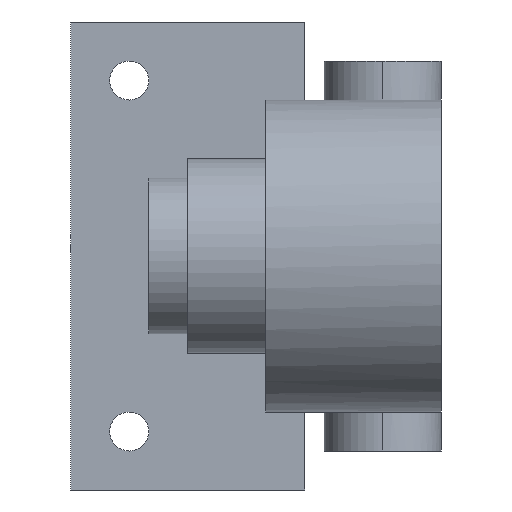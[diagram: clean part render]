
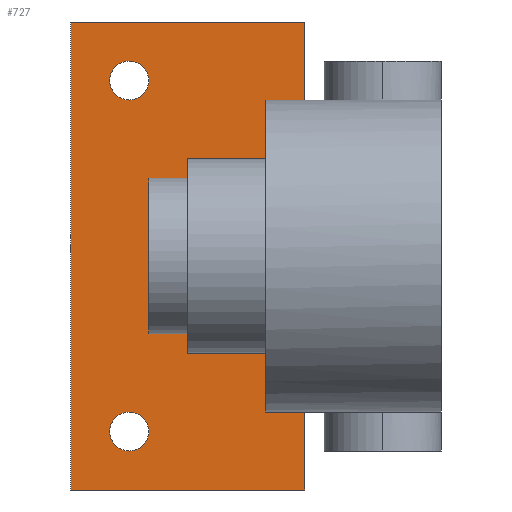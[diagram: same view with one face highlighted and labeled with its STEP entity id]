
A CAD part, left-side view. The second image highlights one B-rep face of the part: STEP entity #727.
In plain terms, the highlighted free-form (B-spline) face has degree [1, 1] with [2, 2] control points.
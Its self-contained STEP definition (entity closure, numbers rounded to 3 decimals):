
#70 = VERTEX_POINT('',#71);
#71 = CARTESIAN_POINT('',(60.668,38.607,44.122
    ));
#89 = VERTEX_POINT('',#90);
#90 = CARTESIAN_POINT('',(60.668,38.607,55.152
    ));
#95 = EDGE_CURVE('',#89,#70,#96,.T.);
#96 = ( BOUNDED_CURVE() B_SPLINE_CURVE(2,(#97,#98,#99,#100,#101),
.UNSPECIFIED.,.F.,.F.) B_SPLINE_CURVE_WITH_KNOTS((3,2,3),(3.142,
4.712,6.283),.PIECEWISE_BEZIER_KNOTS.) CURVE() 
GEOMETRIC_REPRESENTATION_ITEM() RATIONAL_B_SPLINE_CURVE((1.,
0.707,1.,0.707,1.)) REPRESENTATION_ITEM('') );
#97 = CARTESIAN_POINT('',(60.668,38.607,55.152
    ));
#98 = CARTESIAN_POINT('',(60.668,33.091,55.152
    ));
#99 = CARTESIAN_POINT('',(60.668,33.091,49.637
    ));
#100 = CARTESIAN_POINT('',(60.668,33.091,
    44.122));
#101 = CARTESIAN_POINT('',(60.668,38.607,
    44.122));
#118 = VERTEX_POINT('',#119);
#119 = CARTESIAN_POINT('',(60.668,38.607,
    -55.152));
#137 = VERTEX_POINT('',#138);
#138 = CARTESIAN_POINT('',(60.668,38.607,
    -44.122));
#143 = EDGE_CURVE('',#137,#118,#144,.T.);
#144 = ( BOUNDED_CURVE() B_SPLINE_CURVE(2,(#145,#146,#147,#148,#149),
.UNSPECIFIED.,.F.,.F.) B_SPLINE_CURVE_WITH_KNOTS((3,2,3),(3.142,
4.712,6.283),.PIECEWISE_BEZIER_KNOTS.) CURVE() 
GEOMETRIC_REPRESENTATION_ITEM() RATIONAL_B_SPLINE_CURVE((1.,
0.707,1.,0.707,1.)) REPRESENTATION_ITEM('') );
#145 = CARTESIAN_POINT('',(60.668,38.607,
    -44.122));
#146 = CARTESIAN_POINT('',(60.668,33.091,
    -44.122));
#147 = CARTESIAN_POINT('',(60.668,33.091,
    -49.637));
#148 = CARTESIAN_POINT('',(60.668,33.091,
    -55.152));
#149 = CARTESIAN_POINT('',(60.668,38.607,
    -55.152));
#674 = VERTEX_POINT('',#675);
#675 = CARTESIAN_POINT('',(60.668,0.,-27.576));
#680 = EDGE_CURVE('',#674,#681,#683,.T.);
#681 = VERTEX_POINT('',#682);
#682 = CARTESIAN_POINT('',(60.668,0.,-44.122));
#683 = B_SPLINE_CURVE_WITH_KNOTS('',1,(#684,#685),.UNSPECIFIED.,.F.,.F.,
  (2,2),(85.,100.),.PIECEWISE_BEZIER_KNOTS.);
#684 = CARTESIAN_POINT('',(60.668,0.,-27.576));
#685 = CARTESIAN_POINT('',(60.668,0.,-44.122));
#705 = VERTEX_POINT('',#706);
#706 = CARTESIAN_POINT('',(60.668,0.,44.122));
#711 = EDGE_CURVE('',#705,#712,#714,.T.);
#712 = VERTEX_POINT('',#713);
#713 = CARTESIAN_POINT('',(60.668,0.,27.576));
#714 = B_SPLINE_CURVE_WITH_KNOTS('',1,(#715,#716),.UNSPECIFIED.,.F.,.F.,
  (2,2),(20.,35.),.PIECEWISE_BEZIER_KNOTS.);
#715 = CARTESIAN_POINT('',(60.668,0.,44.122));
#716 = CARTESIAN_POINT('',(60.668,0.,27.576));
#727 = ADVANCED_FACE('',(#728,#739,#750),#820,.F.);
#728 = FACE_BOUND('',#729,.T.);
#729 = EDGE_LOOP('',(#730,#738));
#730 = ORIENTED_EDGE('',*,*,#731,.T.);
#731 = EDGE_CURVE('',#70,#89,#732,.T.);
#732 = ( BOUNDED_CURVE() B_SPLINE_CURVE(2,(#733,#734,#735,#736,#737),
.UNSPECIFIED.,.F.,.F.) B_SPLINE_CURVE_WITH_KNOTS((3,2,3),(0.,
1.571,3.142),.PIECEWISE_BEZIER_KNOTS.) CURVE() 
GEOMETRIC_REPRESENTATION_ITEM() RATIONAL_B_SPLINE_CURVE((1.,
0.707,1.,0.707,1.)) REPRESENTATION_ITEM('') );
#733 = CARTESIAN_POINT('',(60.668,38.607,
    44.122));
#734 = CARTESIAN_POINT('',(60.668,44.122,
    44.122));
#735 = CARTESIAN_POINT('',(60.668,44.122,
    49.637));
#736 = CARTESIAN_POINT('',(60.668,44.122,
    55.152));
#737 = CARTESIAN_POINT('',(60.668,38.607,
    55.152));
#738 = ORIENTED_EDGE('',*,*,#95,.T.);
#739 = FACE_BOUND('',#740,.T.);
#740 = EDGE_LOOP('',(#741,#749));
#741 = ORIENTED_EDGE('',*,*,#742,.T.);
#742 = EDGE_CURVE('',#118,#137,#743,.T.);
#743 = ( BOUNDED_CURVE() B_SPLINE_CURVE(2,(#744,#745,#746,#747,#748),
.UNSPECIFIED.,.F.,.F.) B_SPLINE_CURVE_WITH_KNOTS((3,2,3),(0.,
1.571,3.142),.PIECEWISE_BEZIER_KNOTS.) CURVE() 
GEOMETRIC_REPRESENTATION_ITEM() RATIONAL_B_SPLINE_CURVE((1.,
0.707,1.,0.707,1.)) REPRESENTATION_ITEM('') );
#744 = CARTESIAN_POINT('',(60.668,38.607,
    -55.152));
#745 = CARTESIAN_POINT('',(60.668,44.122,
    -55.152));
#746 = CARTESIAN_POINT('',(60.668,44.122,
    -49.637));
#747 = CARTESIAN_POINT('',(60.668,44.122,
    -44.122));
#748 = CARTESIAN_POINT('',(60.668,38.607,
    -44.122));
#749 = ORIENTED_EDGE('',*,*,#143,.T.);
#750 = FACE_BOUND('',#751,.T.);
#751 = EDGE_LOOP('',(#752,#759,#766,#771,#772,#779,#786,#793,#800,#807,
    #814,#819));
#752 = ORIENTED_EDGE('',*,*,#753,.F.);
#753 = EDGE_CURVE('',#754,#674,#756,.T.);
#754 = VERTEX_POINT('',#755);
#755 = CARTESIAN_POINT('',(60.668,22.061,
    -27.576));
#756 = B_SPLINE_CURVE_WITH_KNOTS('',1,(#757,#758),.UNSPECIFIED.,.F.,.F.,
  (2,2),(-0.,20.),.PIECEWISE_BEZIER_KNOTS.);
#757 = CARTESIAN_POINT('',(60.668,22.061,
    -27.576));
#758 = CARTESIAN_POINT('',(60.668,0.,-27.576));
#759 = ORIENTED_EDGE('',*,*,#760,.F.);
#760 = EDGE_CURVE('',#761,#754,#763,.T.);
#761 = VERTEX_POINT('',#762);
#762 = CARTESIAN_POINT('',(60.668,22.061,
    27.576));
#763 = B_SPLINE_CURVE_WITH_KNOTS('',1,(#764,#765),.UNSPECIFIED.,.F.,.F.,
  (2,2),(-50.,-0.),.PIECEWISE_BEZIER_KNOTS.);
#764 = CARTESIAN_POINT('',(60.668,22.061,
    27.576));
#765 = CARTESIAN_POINT('',(60.668,22.061,
    -27.576));
#766 = ORIENTED_EDGE('',*,*,#767,.T.);
#767 = EDGE_CURVE('',#761,#712,#768,.T.);
#768 = B_SPLINE_CURVE_WITH_KNOTS('',1,(#769,#770),.UNSPECIFIED.,.F.,.F.,
  (2,2),(0.,20.),.PIECEWISE_BEZIER_KNOTS.);
#769 = CARTESIAN_POINT('',(60.668,22.061,
    27.576));
#770 = CARTESIAN_POINT('',(60.668,0.,27.576));
#771 = ORIENTED_EDGE('',*,*,#711,.F.);
#772 = ORIENTED_EDGE('',*,*,#773,.F.);
#773 = EDGE_CURVE('',#774,#705,#776,.T.);
#774 = VERTEX_POINT('',#775);
#775 = CARTESIAN_POINT('',(60.668,-11.03,
    44.122));
#776 = B_SPLINE_CURVE_WITH_KNOTS('',1,(#777,#778),.UNSPECIFIED.,.F.,.F.,
  (2,2),(0.,10.),.PIECEWISE_BEZIER_KNOTS.);
#777 = CARTESIAN_POINT('',(60.668,-11.03,
    44.122));
#778 = CARTESIAN_POINT('',(60.668,0.,44.122));
#779 = ORIENTED_EDGE('',*,*,#780,.F.);
#780 = EDGE_CURVE('',#781,#774,#783,.T.);
#781 = VERTEX_POINT('',#782);
#782 = CARTESIAN_POINT('',(60.668,-11.03,
    66.183));
#783 = B_SPLINE_CURVE_WITH_KNOTS('',1,(#784,#785),.UNSPECIFIED.,.F.,.F.,
  (2,2),(-60.,-40.),.PIECEWISE_BEZIER_KNOTS.);
#784 = CARTESIAN_POINT('',(60.668,-11.03,
    66.183));
#785 = CARTESIAN_POINT('',(60.668,-11.03,
    44.122));
#786 = ORIENTED_EDGE('',*,*,#787,.T.);
#787 = EDGE_CURVE('',#781,#788,#790,.T.);
#788 = VERTEX_POINT('',#789);
#789 = CARTESIAN_POINT('',(60.668,55.152,
    66.183));
#790 = B_SPLINE_CURVE_WITH_KNOTS('',1,(#791,#792),.UNSPECIFIED.,.F.,.F.,
  (2,2),(0.,60.),.PIECEWISE_BEZIER_KNOTS.);
#791 = CARTESIAN_POINT('',(60.668,-11.03,
    66.183));
#792 = CARTESIAN_POINT('',(60.668,55.152,
    66.183));
#793 = ORIENTED_EDGE('',*,*,#794,.T.);
#794 = EDGE_CURVE('',#788,#795,#797,.T.);
#795 = VERTEX_POINT('',#796);
#796 = CARTESIAN_POINT('',(60.668,55.152,
    -66.183));
#797 = B_SPLINE_CURVE_WITH_KNOTS('',1,(#798,#799),.UNSPECIFIED.,.F.,.F.,
  (2,2),(0.,120.),.PIECEWISE_BEZIER_KNOTS.);
#798 = CARTESIAN_POINT('',(60.668,55.152,
    66.183));
#799 = CARTESIAN_POINT('',(60.668,55.152,
    -66.183));
#800 = ORIENTED_EDGE('',*,*,#801,.F.);
#801 = EDGE_CURVE('',#802,#795,#804,.T.);
#802 = VERTEX_POINT('',#803);
#803 = CARTESIAN_POINT('',(60.668,-11.03,
    -66.183));
#804 = B_SPLINE_CURVE_WITH_KNOTS('',1,(#805,#806),.UNSPECIFIED.,.F.,.F.,
  (2,2),(0.,60.),.PIECEWISE_BEZIER_KNOTS.);
#805 = CARTESIAN_POINT('',(60.668,-11.03,
    -66.183));
#806 = CARTESIAN_POINT('',(60.668,55.152,
    -66.183));
#807 = ORIENTED_EDGE('',*,*,#808,.F.);
#808 = EDGE_CURVE('',#809,#802,#811,.T.);
#809 = VERTEX_POINT('',#810);
#810 = CARTESIAN_POINT('',(60.668,-11.03,
    -44.122));
#811 = B_SPLINE_CURVE_WITH_KNOTS('',1,(#812,#813),.UNSPECIFIED.,.F.,.F.,
  (2,2),(40.,60.),.PIECEWISE_BEZIER_KNOTS.);
#812 = CARTESIAN_POINT('',(60.668,-11.03,
    -44.122));
#813 = CARTESIAN_POINT('',(60.668,-11.03,
    -66.183));
#814 = ORIENTED_EDGE('',*,*,#815,.T.);
#815 = EDGE_CURVE('',#809,#681,#816,.T.);
#816 = B_SPLINE_CURVE_WITH_KNOTS('',1,(#817,#818),.UNSPECIFIED.,.F.,.F.,
  (2,2),(0.,10.),.PIECEWISE_BEZIER_KNOTS.);
#817 = CARTESIAN_POINT('',(60.668,-11.03,
    -44.122));
#818 = CARTESIAN_POINT('',(60.668,0.,-44.122));
#819 = ORIENTED_EDGE('',*,*,#680,.F.);
#820 = B_SPLINE_SURFACE_WITH_KNOTS('',1,1,(
    (#821,#822)
    ,(#823,#824
    )),.UNSPECIFIED.,.F.,.F.,.F.,(2,2),(2,2),(-60.,60.),(0.,60.),
  .PIECEWISE_BEZIER_KNOTS.);
#821 = CARTESIAN_POINT('',(60.668,-11.03,
    66.183));
#822 = CARTESIAN_POINT('',(60.668,55.152,
    66.183));
#823 = CARTESIAN_POINT('',(60.668,-11.03,
    -66.183));
#824 = CARTESIAN_POINT('',(60.668,55.152,
    -66.183));
